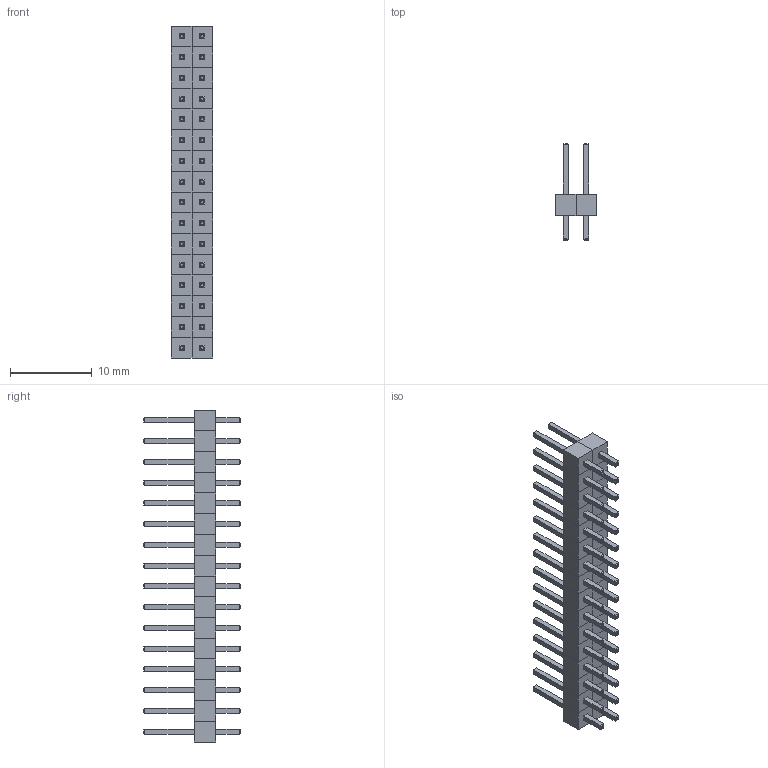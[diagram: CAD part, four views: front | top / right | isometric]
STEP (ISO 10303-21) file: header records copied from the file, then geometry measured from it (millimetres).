
FILE_DESCRIPTION(('STEP AP214'), '1');
FILE_NAME('ﾑﾍﾏ346-32ﾂﾏ21-2', '2018-11-07T12:07:29', ('UNSPECIFIED'), ('UNSPECIFIED'), 'ASCON STEP Converter 1.3', 'ASCON Math Kernel', '');
FILE_SCHEMA(('AUTOMOTIVE_DESIGN { 1 0 10303 214 3 1 1}'));
Length unit declared in the file: millimetre
Assembly tree (47 placements, depth 2):
  (unnamed)
    (unnamed)  x47
Bounding box: 5.08 x 11.8 x 40.64 mm (x, y, z)
Volume: 952.4 mm3; surface area: 2917 mm2
Topology: 47 solids, 47 shells, 1222 faces, 2585 edges, 1598 vertices
Faces by surface type: plane 1175, cylinder 47
Full cylindrical faces by diameter (mm): 0.4 x47
Entity records: 2166 total; most frequent: DIRECTION 212, CARTESIAN_POINT 166, ORIENTED_EDGE 108, DATE_AND_TIME 98, CALENDAR_DATE 98, LOCAL_TIME 98, COORDINATED_UNIVERSAL_TIME_OFFSET 98, AXIS2_PLACEMENT_3D 80
